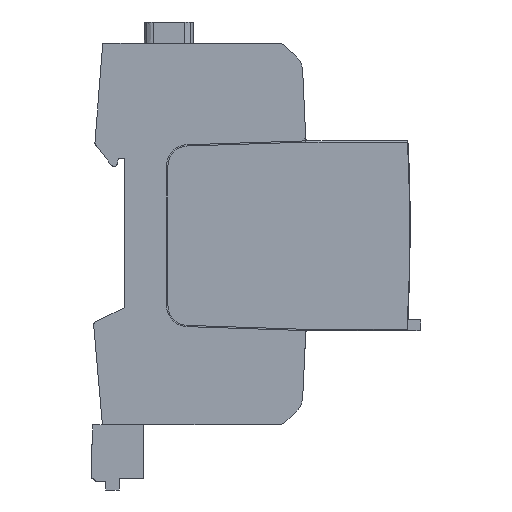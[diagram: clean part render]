
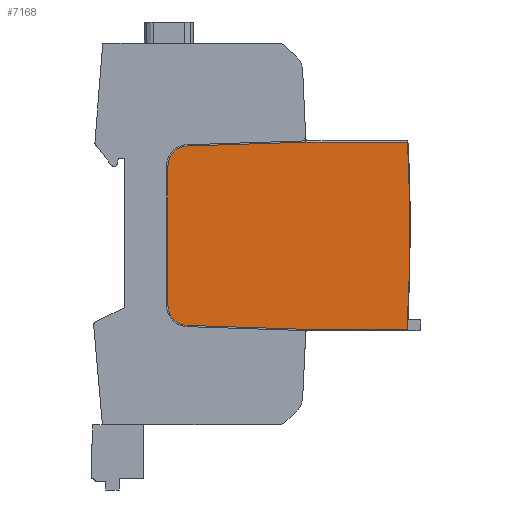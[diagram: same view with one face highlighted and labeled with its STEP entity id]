
A CAD part, left-side view. The second image highlights one B-rep face of the part: STEP entity #7168.
In plain terms, the highlighted planar face has unit normal (-1, 0, 0).
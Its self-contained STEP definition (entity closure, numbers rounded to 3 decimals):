
#486=CARTESIAN_POINT('',(-45.,336.41,0.75));
#487=DIRECTION('',(1.,0.,0.));
#488=DIRECTION('',(0.,-0.999,0.052));
#489=AXIS2_PLACEMENT_3D('',#486,#487,#488);
#491=DIRECTION('',(0.,1.,0.));
#492=VECTOR('',#491,23.898);
#493=CARTESIAN_POINT('',(-45.,-62.812,-22.527));
#494=LINE('',#493,#492);
#495=DIRECTION('',(0.,0.999,0.033));
#496=VECTOR('',#495,28.085);
#497=CARTESIAN_POINT('',(-45.,-38.914,
-22.527));
#498=LINE('',#497,#496);
#499=CARTESIAN_POINT('',(-45.,-11.,-16.9));
#500=DIRECTION('',(-1.,0.,0.));
#501=DIRECTION('',(0.,1.,0.));
#502=AXIS2_PLACEMENT_3D('',#499,#500,#501);
#504=DIRECTION('',(0.,0.,1.));
#505=VECTOR('',#504,33.);
#506=CARTESIAN_POINT('',(-45.,-6.3,-16.9));
#507=LINE('',#506,#505);
#508=CARTESIAN_POINT('',(-45.,-11.,16.1));
#509=DIRECTION('',(-1.,0.,0.));
#510=DIRECTION('',(0.,0.032,0.999));
#511=AXIS2_PLACEMENT_3D('',#508,#509,#510);
#513=DIRECTION('',(0.,-0.999,0.032));
#514=VECTOR('',#513,28.08);
#515=CARTESIAN_POINT('',(-45.,-10.849,20.798));
#516=LINE('',#515,#514);
#517=DIRECTION('',(0.,1.,0.));
#518=VECTOR('',#517,24.027);
#519=CARTESIAN_POINT('',(-45.,-62.941,21.7));
#520=LINE('',#519,#518);
#657=CARTESIAN_POINT('',(-45.,-62.812,-22.527));
#2204=CARTESIAN_POINT('',(-45.,-62.941,21.7));
#6853=CARTESIAN_POINT('',(-45.,-38.914,
-22.527));
#6854=VERTEX_POINT('',#6853);
#6855=CARTESIAN_POINT('',(-45.,-10.844,-21.597));
#6856=VERTEX_POINT('',#6855);
#6857=CARTESIAN_POINT('',(-45.,-6.3,-16.9));
#6858=VERTEX_POINT('',#6857);
#6859=CARTESIAN_POINT('',(-45.,-6.3,16.1));
#6860=VERTEX_POINT('',#6859);
#6861=CARTESIAN_POINT('',(-45.,-10.849,20.798));
#6862=VERTEX_POINT('',#6861);
#6863=CARTESIAN_POINT('',(-45.,-38.914,
21.7));
#6864=VERTEX_POINT('',#6863);
#7063=VERTEX_POINT('',#657);
#7064=VERTEX_POINT('',#2204);
#7145=CARTESIAN_POINT('',(-45.,0.,0.));
#7146=DIRECTION('',(1.,0.,0.));
#7147=DIRECTION('',(0.,1.,0.));
#7148=AXIS2_PLACEMENT_3D('',#7145,#7146,#7147);
#7149=PLANE('',#7148);
#7151=ORIENTED_EDGE('',*,*,#7150,.T.);
#7153=ORIENTED_EDGE('',*,*,#7152,.T.);
#7155=ORIENTED_EDGE('',*,*,#7154,.T.);
#7157=ORIENTED_EDGE('',*,*,#7156,.F.);
#7159=ORIENTED_EDGE('',*,*,#7158,.T.);
#7161=ORIENTED_EDGE('',*,*,#7160,.F.);
#7163=ORIENTED_EDGE('',*,*,#7162,.T.);
#7165=ORIENTED_EDGE('',*,*,#7164,.F.);
#7166=EDGE_LOOP('',(#7151,#7153,#7155,#7157,#7159,#7161,#7163,#7165));
#7167=FACE_OUTER_BOUND('',#7166,.F.);
#490=CIRCLE('',#489,399.9);
#503=CIRCLE('',#502,4.7);
#512=CIRCLE('',#511,4.7);
#7150=EDGE_CURVE('',#7064,#7063,#490,.T.);
#7152=EDGE_CURVE('',#7063,#6854,#494,.T.);
#7154=EDGE_CURVE('',#6854,#6856,#498,.T.);
#7156=EDGE_CURVE('',#6858,#6856,#503,.T.);
#7158=EDGE_CURVE('',#6858,#6860,#507,.T.);
#7160=EDGE_CURVE('',#6862,#6860,#512,.T.);
#7162=EDGE_CURVE('',#6862,#6864,#516,.T.);
#7164=EDGE_CURVE('',#7064,#6864,#520,.T.);
#7168=ADVANCED_FACE('',(#7167),#7149,.F.);
